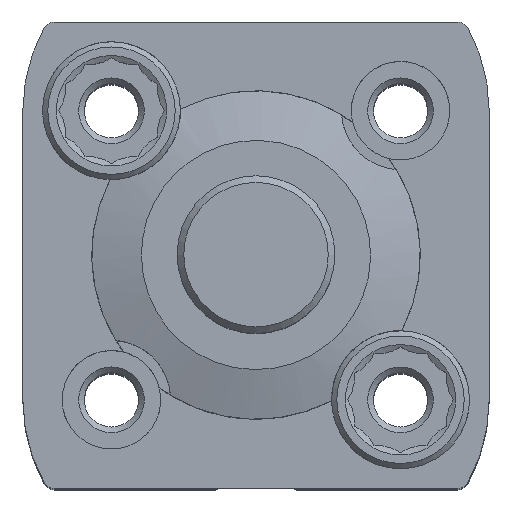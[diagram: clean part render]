
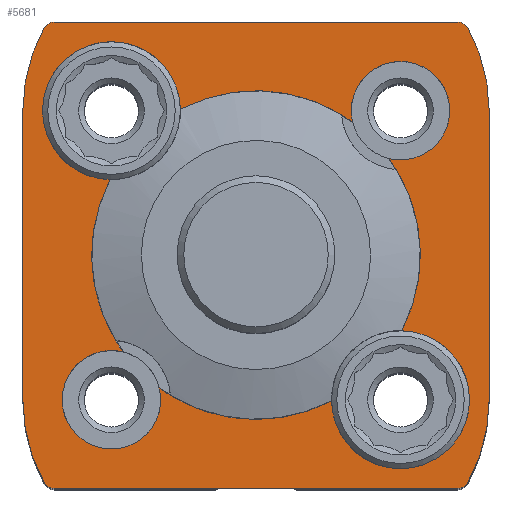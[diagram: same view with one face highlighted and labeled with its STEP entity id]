
A CAD part, top view. The second image highlights one B-rep face of the part: STEP entity #5681.
In plain terms, the highlighted planar face has unit normal (0, 0, 1).
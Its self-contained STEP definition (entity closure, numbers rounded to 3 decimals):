
#37=PLANE('',#6159);
#435=LINE('',#9048,#879);
#436=LINE('',#9054,#880);
#437=LINE('',#9060,#881);
#438=LINE('',#9066,#882);
#879=VECTOR('',#7055,1000.);
#880=VECTOR('',#7060,1000.);
#881=VECTOR('',#7065,1000.);
#882=VECTOR('',#7070,1000.);
#1495=ORIENTED_EDGE('',*,*,#3159,.T.);
#1496=ORIENTED_EDGE('',*,*,#3160,.T.);
#1497=ORIENTED_EDGE('',*,*,#3161,.T.);
#1498=ORIENTED_EDGE('',*,*,#3162,.T.);
#1499=ORIENTED_EDGE('',*,*,#3163,.T.);
#1500=ORIENTED_EDGE('',*,*,#3164,.T.);
#1501=ORIENTED_EDGE('',*,*,#3165,.T.);
#1502=ORIENTED_EDGE('',*,*,#3166,.T.);
#1503=ORIENTED_EDGE('',*,*,#3167,.T.);
#1504=ORIENTED_EDGE('',*,*,#3168,.T.);
#1505=ORIENTED_EDGE('',*,*,#3169,.T.);
#1506=ORIENTED_EDGE('',*,*,#3170,.T.);
#1507=ORIENTED_EDGE('',*,*,#3154,.T.);
#1508=ORIENTED_EDGE('',*,*,#3171,.T.);
#1509=ORIENTED_EDGE('',*,*,#3152,.T.);
#1510=ORIENTED_EDGE('',*,*,#3172,.T.);
#1511=ORIENTED_EDGE('',*,*,#3173,.T.);
#1512=ORIENTED_EDGE('',*,*,#3174,.T.);
#1513=ORIENTED_EDGE('',*,*,#3175,.T.);
#1514=ORIENTED_EDGE('',*,*,#3176,.T.);
#3152=EDGE_CURVE('',#3968,#3972,#4441,.T.);
#3154=EDGE_CURVE('',#3975,#3973,#4442,.T.);
#3159=EDGE_CURVE('',#3979,#3980,#4445,.T.);
#3160=EDGE_CURVE('',#3980,#3981,#435,.T.);
#3161=EDGE_CURVE('',#3981,#3982,#4446,.T.);
#3162=EDGE_CURVE('',#3982,#3983,#4447,.T.);
#3163=EDGE_CURVE('',#3983,#3984,#436,.T.);
#3164=EDGE_CURVE('',#3984,#3985,#4448,.T.);
#3165=EDGE_CURVE('',#3985,#3986,#4449,.T.);
#3166=EDGE_CURVE('',#3986,#3987,#437,.T.);
#3167=EDGE_CURVE('',#3987,#3988,#4450,.T.);
#3168=EDGE_CURVE('',#3988,#3989,#4451,.T.);
#3169=EDGE_CURVE('',#3989,#3990,#438,.T.);
#3170=EDGE_CURVE('',#3990,#3979,#4452,.T.);
#3171=EDGE_CURVE('',#3973,#3968,#4453,.F.);
#3172=EDGE_CURVE('',#3972,#3991,#4454,.F.);
#3173=EDGE_CURVE('',#3991,#3992,#4455,.T.);
#3174=EDGE_CURVE('',#3992,#3993,#4456,.F.);
#3175=EDGE_CURVE('',#3993,#3994,#4457,.T.);
#3176=EDGE_CURVE('',#3994,#3975,#4458,.F.);
#3968=VERTEX_POINT('',#9021);
#3972=VERTEX_POINT('',#9029);
#3973=VERTEX_POINT('',#9033);
#3975=VERTEX_POINT('',#9036);
#3979=VERTEX_POINT('',#9046);
#3980=VERTEX_POINT('',#9047);
#3981=VERTEX_POINT('',#9049);
#3982=VERTEX_POINT('',#9051);
#3983=VERTEX_POINT('',#9053);
#3984=VERTEX_POINT('',#9055);
#3985=VERTEX_POINT('',#9057);
#3986=VERTEX_POINT('',#9059);
#3987=VERTEX_POINT('',#9061);
#3988=VERTEX_POINT('',#9063);
#3989=VERTEX_POINT('',#9065);
#3990=VERTEX_POINT('',#9067);
#3991=VERTEX_POINT('',#9071);
#3992=VERTEX_POINT('',#9073);
#3993=VERTEX_POINT('',#9075);
#3994=VERTEX_POINT('',#9077);
#4441=CIRCLE('',#6154,12.5);
#4442=CIRCLE('',#6156,12.5);
#4445=CIRCLE('',#6160,13.);
#4446=CIRCLE('',#6161,13.);
#4447=CIRCLE('',#6162,0.85);
#4448=CIRCLE('',#6163,0.85);
#4449=CIRCLE('',#6164,13.);
#4450=CIRCLE('',#6165,13.);
#4451=CIRCLE('',#6166,0.85);
#4452=CIRCLE('',#6167,0.85);
#4453=CIRCLE('',#6168,5.25);
#4454=CIRCLE('',#6169,3.75);
#4455=CIRCLE('',#6170,12.5);
#4456=CIRCLE('',#6171,5.25);
#4457=CIRCLE('',#6172,12.5);
#4458=CIRCLE('',#6173,3.75);
#4697=EDGE_LOOP('',(#1495,#1496,#1497,#1498,#1499,#1500,#1501,#1502,#1503,
#1504,#1505,#1506));
#4698=EDGE_LOOP('',(#1507,#1508,#1509,#1510,#1511,#1512,#1513,#1514));
#5121=FACE_BOUND('',#4697,.T.);
#5122=FACE_BOUND('',#4698,.T.);
#5681=ADVANCED_FACE('',(#5121,#5122),#37,.T.);
#6154=AXIS2_PLACEMENT_3D('',#9030,#7038,#7039);
#6156=AXIS2_PLACEMENT_3D('',#9035,#7043,#7044);
#6159=AXIS2_PLACEMENT_3D('',#9044,#7051,#7052);
#6160=AXIS2_PLACEMENT_3D('',#9045,#7053,#7054);
#6161=AXIS2_PLACEMENT_3D('',#9050,#7056,#7057);
#6162=AXIS2_PLACEMENT_3D('',#9052,#7058,#7059);
#6163=AXIS2_PLACEMENT_3D('',#9056,#7061,#7062);
#6164=AXIS2_PLACEMENT_3D('',#9058,#7063,#7064);
#6165=AXIS2_PLACEMENT_3D('',#9062,#7066,#7067);
#6166=AXIS2_PLACEMENT_3D('',#9064,#7068,#7069);
#6167=AXIS2_PLACEMENT_3D('',#9068,#7071,#7072);
#6168=AXIS2_PLACEMENT_3D('',#9069,#7073,#7074);
#6169=AXIS2_PLACEMENT_3D('',#9070,#7075,#7076);
#6170=AXIS2_PLACEMENT_3D('',#9072,#7077,#7078);
#6171=AXIS2_PLACEMENT_3D('',#9074,#7079,#7080);
#6172=AXIS2_PLACEMENT_3D('',#9076,#7081,#7082);
#6173=AXIS2_PLACEMENT_3D('',#9078,#7083,#7084);
#7038=DIRECTION('',(0.,0.,-1.));
#7039=DIRECTION('',(-1.,0.,0.));
#7043=DIRECTION('',(0.,0.,-1.));
#7044=DIRECTION('',(-1.,0.,0.));
#7051=DIRECTION('',(0.,0.,1.));
#7052=DIRECTION('',(1.,0.,0.));
#7053=DIRECTION('',(0.,0.,1.));
#7054=DIRECTION('',(1.,0.,0.));
#7055=DIRECTION('',(0.,-1.,0.));
#7056=DIRECTION('',(0.,0.,1.));
#7057=DIRECTION('',(1.,0.,0.));
#7058=DIRECTION('',(0.,0.,1.));
#7059=DIRECTION('',(1.,0.,0.));
#7060=DIRECTION('',(1.,0.,0.));
#7061=DIRECTION('',(0.,0.,1.));
#7062=DIRECTION('',(1.,0.,0.));
#7063=DIRECTION('',(0.,0.,1.));
#7064=DIRECTION('',(1.,0.,0.));
#7065=DIRECTION('',(0.,1.,0.));
#7066=DIRECTION('',(0.,0.,1.));
#7067=DIRECTION('',(1.,0.,0.));
#7068=DIRECTION('',(0.,0.,1.));
#7069=DIRECTION('',(1.,0.,0.));
#7070=DIRECTION('',(-1.,0.,0.));
#7071=DIRECTION('',(0.,0.,1.));
#7072=DIRECTION('',(1.,0.,0.));
#7073=DIRECTION('',(0.,0.,1.));
#7074=DIRECTION('',(1.,0.,0.));
#7075=DIRECTION('',(0.,0.,1.));
#7076=DIRECTION('',(1.,0.,0.));
#7077=DIRECTION('',(0.,0.,-1.));
#7078=DIRECTION('',(-1.,0.,0.));
#7079=DIRECTION('',(0.,0.,1.));
#7080=DIRECTION('',(1.,0.,0.));
#7081=DIRECTION('',(0.,0.,-1.));
#7082=DIRECTION('',(-1.,0.,0.));
#7083=DIRECTION('',(0.,0.,1.));
#7084=DIRECTION('',(1.,0.,0.));
#9021=CARTESIAN_POINT('',(5.751,-11.099,0.));
#9029=CARTESIAN_POINT('',(-7.358,-10.105,0.));
#9030=CARTESIAN_POINT('',(0.,0.,0.));
#9033=CARTESIAN_POINT('',(11.099,-5.751,0.));
#9035=CARTESIAN_POINT('',(0.,0.,0.));
#9036=CARTESIAN_POINT('',(10.105,7.358,0.));
#9044=CARTESIAN_POINT('',(-4.75,11.,0.));
#9045=CARTESIAN_POINT('',(-4.75,11.,0.));
#9046=CARTESIAN_POINT('',(-16.114,17.313,0.));
#9047=CARTESIAN_POINT('',(-17.75,11.,0.));
#9048=CARTESIAN_POINT('',(-17.75,11.,0.));
#9049=CARTESIAN_POINT('',(-17.75,-11.,0.));
#9050=CARTESIAN_POINT('',(-4.75,-11.,0.));
#9051=CARTESIAN_POINT('',(-16.114,-17.313,0.));
#9052=CARTESIAN_POINT('',(-15.371,-16.9,0.));
#9053=CARTESIAN_POINT('',(-15.371,-17.75,0.));
#9054=CARTESIAN_POINT('',(-15.371,-17.75,0.));
#9055=CARTESIAN_POINT('',(15.371,-17.75,0.));
#9056=CARTESIAN_POINT('',(15.371,-16.9,0.));
#9057=CARTESIAN_POINT('',(16.114,-17.313,0.));
#9058=CARTESIAN_POINT('',(4.75,-11.,0.));
#9059=CARTESIAN_POINT('',(17.75,-11.,0.));
#9060=CARTESIAN_POINT('',(17.75,-11.,0.));
#9061=CARTESIAN_POINT('',(17.75,11.,0.));
#9062=CARTESIAN_POINT('',(4.75,11.,0.));
#9063=CARTESIAN_POINT('',(16.114,17.313,0.));
#9064=CARTESIAN_POINT('',(15.371,16.9,0.));
#9065=CARTESIAN_POINT('',(15.371,17.75,0.));
#9066=CARTESIAN_POINT('',(15.371,17.75,0.));
#9067=CARTESIAN_POINT('',(-15.371,17.75,0.));
#9068=CARTESIAN_POINT('',(-15.371,16.9,0.));
#9069=CARTESIAN_POINT('',(11.,-11.,0.));
#9070=CARTESIAN_POINT('',(-11.,-11.,0.));
#9071=CARTESIAN_POINT('',(-10.105,-7.358,0.));
#9072=CARTESIAN_POINT('',(0.,0.,0.));
#9073=CARTESIAN_POINT('',(-11.099,5.751,0.));
#9074=CARTESIAN_POINT('',(-11.,11.,0.));
#9075=CARTESIAN_POINT('',(-5.751,11.099,0.));
#9076=CARTESIAN_POINT('',(0.,0.,0.));
#9077=CARTESIAN_POINT('',(7.358,10.105,0.));
#9078=CARTESIAN_POINT('',(11.,11.,0.));
